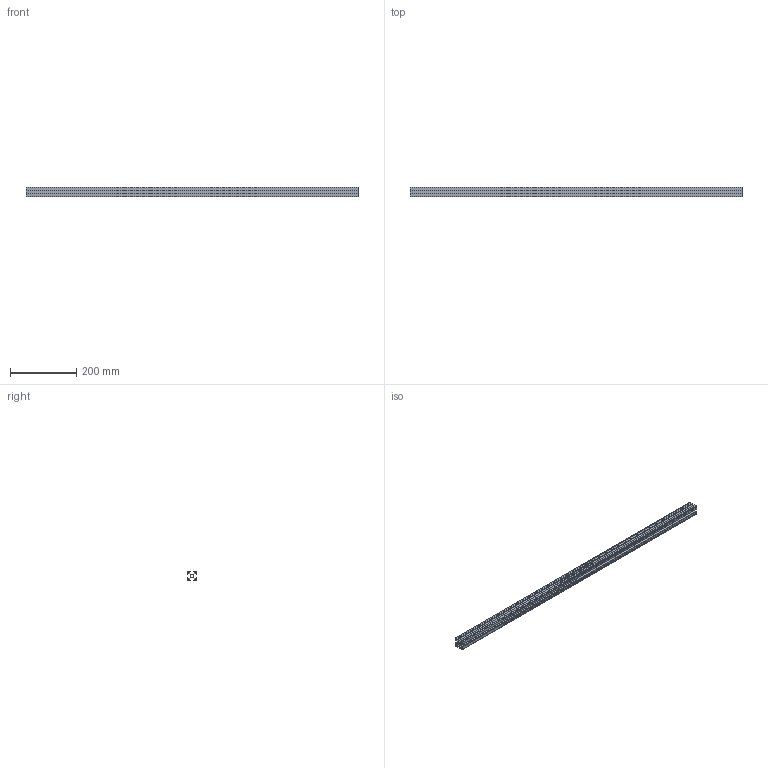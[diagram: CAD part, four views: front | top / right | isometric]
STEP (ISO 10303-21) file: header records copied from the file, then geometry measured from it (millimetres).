
FILE_DESCRIPTION(('STEP AP214'),'1');
FILE_NAME('cctmp_057E9E88-67B0-4BF4-A3F5-6D6E17A8BF65_2020_1_20_8_23_58_576..stp','2020-01-20T07:23:58',('Bosch Rexroth AG'),('CADClick - www.CADClick.com'),'Spatial InterOp 3D',' ','unknown authorization - (Healing Option Enabled)');
FILE_SCHEMA(('AUTOMOTIVE_DESIGN'));
Length unit declared in the file: millimetre
Products named in the file (1): 2020_01_20__08-23-58-576
Bounding box: 1000 x 30 x 30 mm (x, y, z)
Volume: 313850 mm3; surface area: 339823.3 mm2
Topology: 1 solids, 1 shells, 102 faces, 300 edges, 200 vertices
Faces by surface type: plane 90, cylinder 12
Entity records: 4208 total; most frequent: CARTESIAN_POINT 603, ORIENTED_EDGE 600, DIRECTION 530, EDGE_CURVE 300, LINE 276, VECTOR 276, VERTEX_POINT 200, AXIS2_PLACEMENT_3D 127
